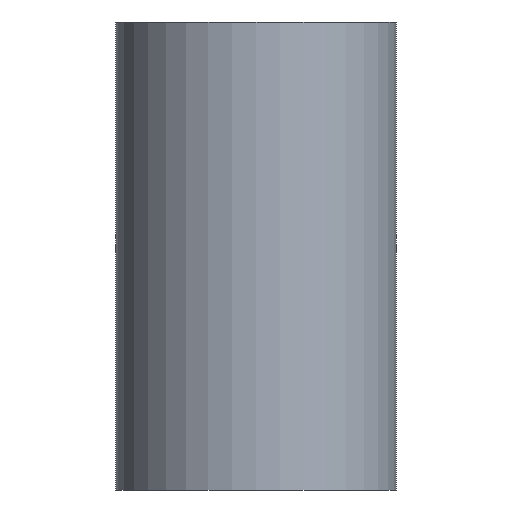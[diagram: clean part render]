
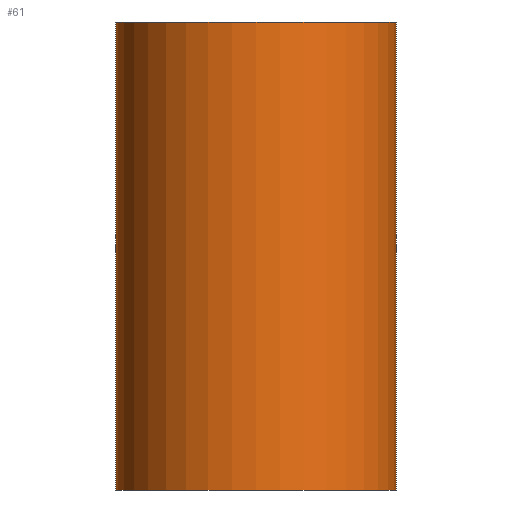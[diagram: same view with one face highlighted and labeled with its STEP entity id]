
A CAD part, left-side view. The second image highlights one B-rep face of the part: STEP entity #61.
In plain terms, the highlighted cylindrical face has radius 45 mm (diameter 90 mm), a full revolution.
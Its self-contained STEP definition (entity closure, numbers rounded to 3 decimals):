
#17=FACE_BOUND('',#30,.T.);
#19=CYLINDRICAL_SURFACE('',#72,45.);
#23=FACE_OUTER_BOUND('',#29,.T.);
#29=EDGE_LOOP('',(#49));
#30=EDGE_LOOP('',(#50));
#35=CIRCLE('',#69,45.);
#36=CIRCLE('',#71,45.);
#39=VERTEX_POINT('',#102);
#40=VERTEX_POINT('',#105);
#43=EDGE_CURVE('',#39,#39,#35,.T.);
#44=EDGE_CURVE('',#40,#40,#36,.T.);
#49=ORIENTED_EDGE('',*,*,#43,.F.);
#50=ORIENTED_EDGE('',*,*,#44,.F.);
#61=ADVANCED_FACE('',(#23,#17),#19,.T.);
#69=AXIS2_PLACEMENT_3D('',#103,#82,#83);
#71=AXIS2_PLACEMENT_3D('',#106,#86,#87);
#72=AXIS2_PLACEMENT_3D('',#107,#88,#89);
#82=DIRECTION('center_axis',(0.,0.,-1.));
#83=DIRECTION('ref_axis',(1.,0.,0.));
#86=DIRECTION('center_axis',(0.,0.,1.));
#87=DIRECTION('ref_axis',(1.,0.,0.));
#88=DIRECTION('center_axis',(0.,0.,-1.));
#89=DIRECTION('ref_axis',(1.,0.,0.));
#102=CARTESIAN_POINT('',(-45.,0.,-180.));
#103=CARTESIAN_POINT('Origin',(0.,0.,-180.));
#105=CARTESIAN_POINT('',(-45.,0.,-30.));
#106=CARTESIAN_POINT('Origin',(0.,0.,-30.));
#107=CARTESIAN_POINT('Origin',(0.,0.,-30.));
